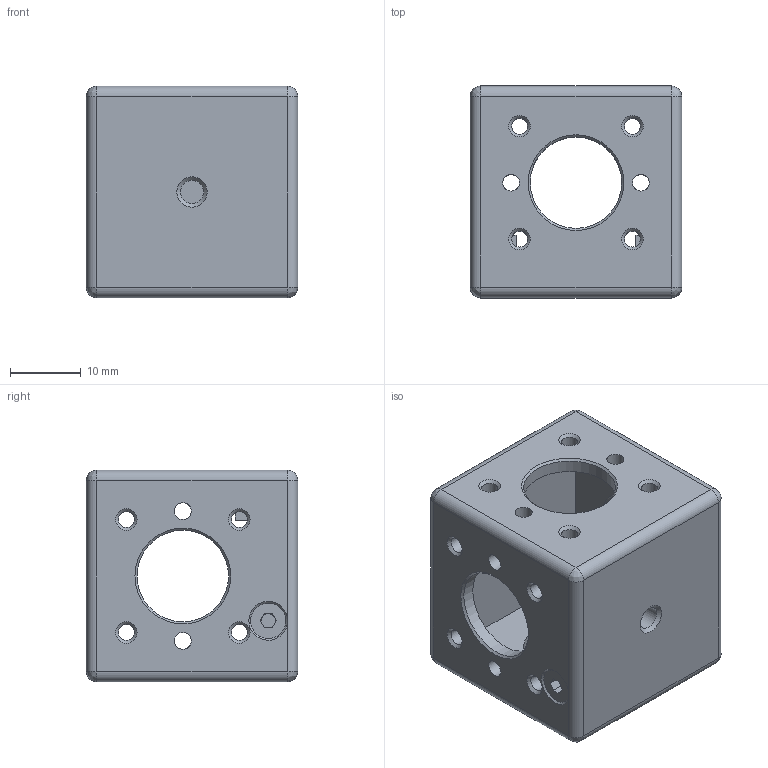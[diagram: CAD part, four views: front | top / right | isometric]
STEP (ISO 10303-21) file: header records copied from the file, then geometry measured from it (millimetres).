
FILE_DESCRIPTION (( 'STEP AP203' ), '1' );
FILE_NAME ('530164.STEP', '2025-05-07T05:36:30', ( 'Windows User' ), ( 'P R C' ), 'SwSTEP 2.0', 'SolidWorks 2020', '' );
FILE_SCHEMA (( 'CONFIG_CONTROL_DESIGN' ));
Length unit declared in the file: millimetre
Products named in the file (1): 530164
Bounding box: 30 x 30 x 30 mm (x, y, z)
Volume: 11049.7 mm3; surface area: 9835.7 mm2
Topology: 4 solids, 4 shells, 161 faces, 433 edges, 270 vertices
Faces by surface type: cylinder 67, plane 55, cone 31, bspline 8
Full cylindrical faces by diameter (mm): 2.05 x2, 2.261 x16, 2.4 x8, 2.5 x2, 2.9 x2, 3.3 x1, 5 x4, 12.96 x4
Entity records: 4858 total; most frequent: CARTESIAN_POINT 996, DIRECTION 805, ORIENTED_EDGE 672, EDGE_CURVE 336, AXIS2_PLACEMENT_3D 326, EDGE_LOOP 291, VERTEX_POINT 251, FACE_OUTER_BOUND 200
